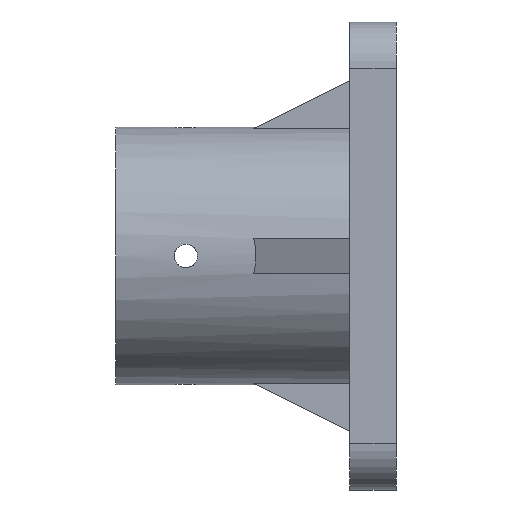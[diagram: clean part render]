
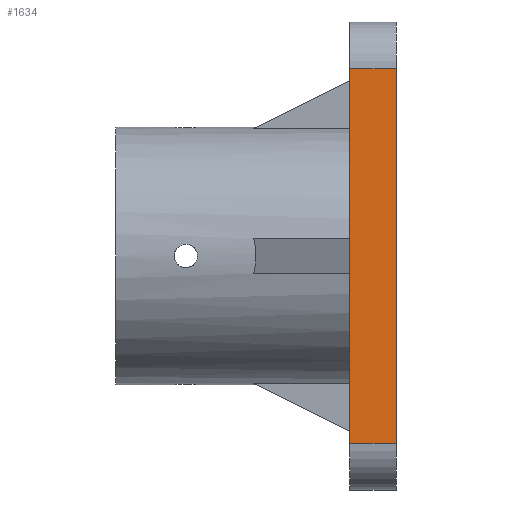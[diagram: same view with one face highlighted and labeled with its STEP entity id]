
A CAD part, left-side view. The second image highlights one B-rep face of the part: STEP entity #1634.
In plain terms, the highlighted planar face has unit normal (-1, 0, 0).
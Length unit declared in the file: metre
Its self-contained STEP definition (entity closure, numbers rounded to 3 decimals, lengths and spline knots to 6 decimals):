
#67 = DIRECTION ( 'NONE',  ( 1., 0., 0. ) ) ;
#77 = CARTESIAN_POINT ( 'NONE',  ( -0.1, 0.02, 0.08 ) ) ;
#85 = PLANE ( 'NONE',  #1561 ) ;
#141 = CARTESIAN_POINT ( 'NONE',  ( -0.1, 0.02, 0.08 ) ) ;
#173 = ORIENTED_EDGE ( 'NONE', *, *, #403, .T. ) ;
#242 = VECTOR ( 'NONE', #1951, 1. ) ;
#246 = CARTESIAN_POINT ( 'NONE',  ( -0.1, 0., -0.08 ) ) ;
#403 = EDGE_CURVE ( 'NONE', #1600, #1763, #1409, .T. ) ;
#437 = ORIENTED_EDGE ( 'NONE', *, *, #1270, .F. ) ;
#547 = VECTOR ( 'NONE', #1246, 1. ) ;
#585 = CARTESIAN_POINT ( 'NONE',  ( -0.1, 0.02, -0.08 ) ) ;
#743 = VECTOR ( 'NONE', #872, 1. ) ;
#872 = DIRECTION ( 'NONE',  ( 0., 0., 1. ) ) ;
#911 = FACE_OUTER_BOUND ( 'NONE', #1168, .T. ) ;
#985 = LINE ( 'NONE', #1032, #743 ) ;
#1032 = CARTESIAN_POINT ( 'NONE',  ( -0.1, 0.02, 0.08 ) ) ;
#1040 = ORIENTED_EDGE ( 'NONE', *, *, #1067, .T. ) ;
#1067 = EDGE_CURVE ( 'NONE', #1420, #1600, #1713, .T. ) ;
#1168 = EDGE_LOOP ( 'NONE', ( #1302, #437, #1040, #173 ) ) ;
#1180 = VECTOR ( 'NONE', #1732, 1. ) ;
#1246 = DIRECTION ( 'NONE',  ( 0., 0., 1. ) ) ;
#1267 = CARTESIAN_POINT ( 'NONE',  ( -0.1, 0.02, -0.08 ) ) ;
#1270 = EDGE_CURVE ( 'NONE', #1420, #1993, #985, .T. ) ;
#1302 = ORIENTED_EDGE ( 'NONE', *, *, #2094, .F. ) ;
#1368 = DIRECTION ( 'NONE',  ( 0., 0., -1. ) ) ;
#1409 = LINE ( 'NONE', #1888, #547 ) ;
#1420 = VERTEX_POINT ( 'NONE', #1267 ) ;
#1561 = AXIS2_PLACEMENT_3D ( 'NONE', #77, #67, #1368 ) ;
#1586 = LINE ( 'NONE', #141, #242 ) ;
#1600 = VERTEX_POINT ( 'NONE', #246 ) ;
#1634 = ADVANCED_FACE ( 'NONE', ( #911 ), #85, .F. ) ;
#1713 = LINE ( 'NONE', #585, #1180 ) ;
#1732 = DIRECTION ( 'NONE',  ( 0., -1., 0. ) ) ;
#1736 = CARTESIAN_POINT ( 'NONE',  ( -0.1, 0., 0.08 ) ) ;
#1763 = VERTEX_POINT ( 'NONE', #1736 ) ;
#1888 = CARTESIAN_POINT ( 'NONE',  ( -0.1, 0., 0.08 ) ) ;
#1951 = DIRECTION ( 'NONE',  ( 0., -1., 0. ) ) ;
#1973 = CARTESIAN_POINT ( 'NONE',  ( -0.1, 0.02, 0.08 ) ) ;
#1993 = VERTEX_POINT ( 'NONE', #1973 ) ;
#2094 = EDGE_CURVE ( 'NONE', #1993, #1763, #1586, .T. ) ;
